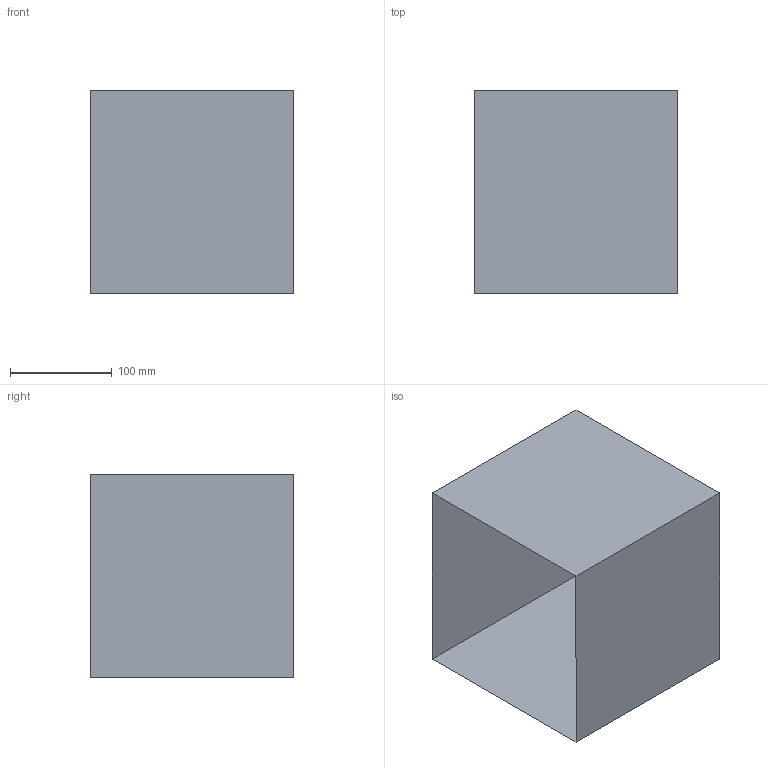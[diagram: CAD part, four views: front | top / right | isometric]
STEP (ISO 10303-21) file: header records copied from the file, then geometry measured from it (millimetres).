
FILE_DESCRIPTION(('STEP AP214'),'1');
FILE_NAME('cuba.stp','2025-12-20T11:13:44',(' '),(' '),'Spatial InterOp 3D',' ',' ');
FILE_SCHEMA(('automotive_design'));
Length unit declared in the file: metre
Products named in the file (1): Root
Bounding box: 200 x 200 x 200 mm (x, y, z)
Surface area: 0 mm2 (no closed solid volume)
Topology: 0 solids, 6 shells, 6 faces, 24 edges, 24 vertices
Faces by surface type: plane 6
Entity records: 282 total; most frequent: DIRECTION 38, CARTESIAN_POINT 25, VERTEX_POINT 24, ORIENTED_EDGE 24, EDGE_CURVE 24, LINE 24, VECTOR 24, AXIS2_PLACEMENT_3D 7
